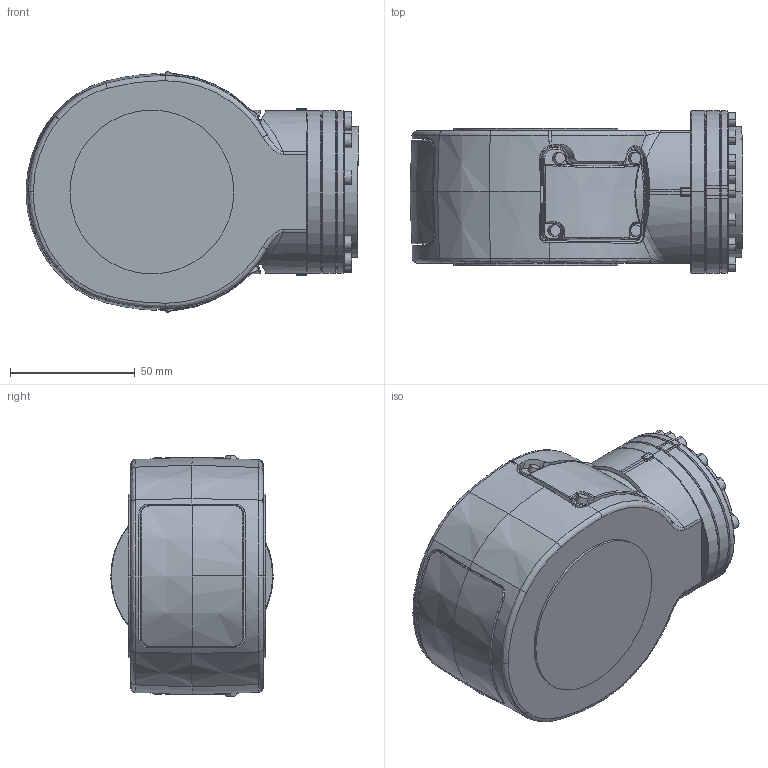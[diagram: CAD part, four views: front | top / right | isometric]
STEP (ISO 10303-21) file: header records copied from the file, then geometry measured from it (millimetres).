
FILE_DESCRIPTION (( 'STEP AP203' ), '1' );
FILE_NAME ('tilt_(900)(1)_Predeterminado_sldprt.STEP', '2020-08-31T15:46:51', ( '' ), ( '' ), 'SwSTEP 2.0', 'SolidWorks 2020', '' );
FILE_SCHEMA (( 'CONFIG_CONTROL_DESIGN' ));
Length unit declared in the file: millimetre
Products named in the file (1): tilt_(900)(1)_Predeterminado_sldprt
Bounding box: 133 x 65 x 96.85 mm (x, y, z)
Volume: 514329.8 mm3; surface area: 45924 mm2
Topology: 1 solids, 1 shells, 606 faces, 1466 edges, 859 vertices
Faces by surface type: bspline 218, cylinder 192, plane 147, cone 49
Entity records: 25064 total; most frequent: CARTESIAN_POINT 12436, ORIENTED_EDGE 2894, DIRECTION 2338, EDGE_CURVE 1447, AXIS2_PLACEMENT_3D 934, VERTEX_POINT 859, EDGE_LOOP 622, FACE_OUTER_BOUND 606
